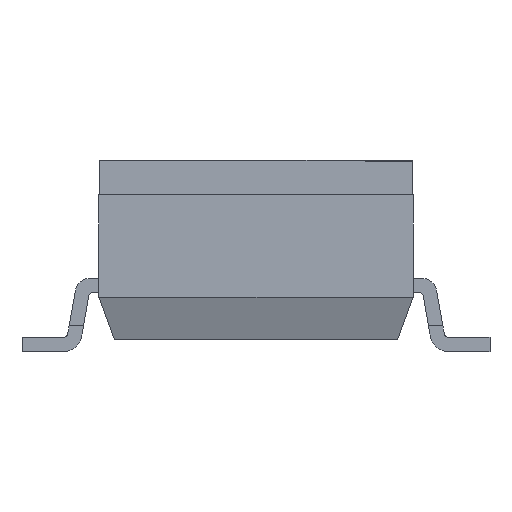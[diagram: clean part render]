
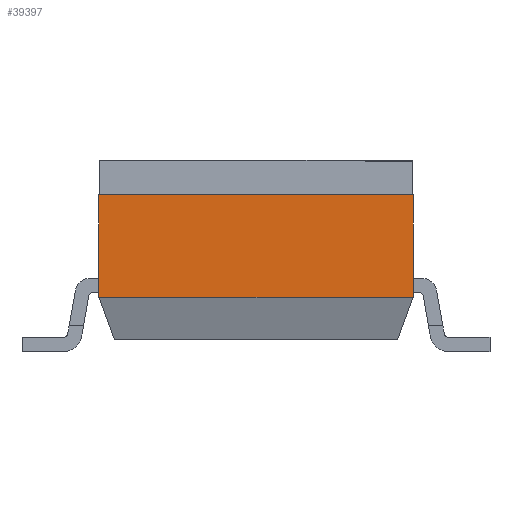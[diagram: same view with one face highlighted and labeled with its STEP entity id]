
A CAD part, front view. The second image highlights one B-rep face of the part: STEP entity #39397.
In plain terms, the highlighted planar face has unit normal (0, -1, 0).
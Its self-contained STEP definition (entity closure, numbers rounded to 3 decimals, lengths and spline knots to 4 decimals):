
#34438 = VERTEX_POINT('',#34439);
#34439 = CARTESIAN_POINT('',(3.325,-13.44,3.32));
#34445 = EDGE_CURVE('',#34438,#34446,#34448,.T.);
#34446 = VERTEX_POINT('',#34447);
#34447 = CARTESIAN_POINT('',(-3.325,-13.44,3.32));
#34448 = LINE('',#34449,#34450);
#34449 = CARTESIAN_POINT('',(2.65,-13.44,3.32));
#34450 = VECTOR('',#34451,1.);
#34451 = DIRECTION('',(-1.,0.,-0.));
#39014 = EDGE_CURVE('',#39015,#34438,#39017,.T.);
#39015 = VERTEX_POINT('',#39016);
#39016 = CARTESIAN_POINT('',(3.325,-13.44,1.15));
#39017 = LINE('',#39018,#39019);
#39018 = CARTESIAN_POINT('',(3.325,-13.44,3.32));
#39019 = VECTOR('',#39020,1.);
#39020 = DIRECTION('',(0.,0.,1.));
#39378 = VERTEX_POINT('',#39379);
#39379 = CARTESIAN_POINT('',(-3.325,-13.44,1.15));
#39385 = EDGE_CURVE('',#34446,#39378,#39386,.T.);
#39386 = LINE('',#39387,#39388);
#39387 = CARTESIAN_POINT('',(-3.325,-13.44,3.32));
#39388 = VECTOR('',#39389,1.);
#39389 = DIRECTION('',(0.,0.,-1.));
#39397 = ADVANCED_FACE('',(#39398),#39409,.T.);
#39398 = FACE_BOUND('',#39399,.T.);
#39399 = EDGE_LOOP('',(#39400,#39406,#39407,#39408));
#39400 = ORIENTED_EDGE('',*,*,#39401,.F.);
#39401 = EDGE_CURVE('',#39015,#39378,#39402,.T.);
#39402 = LINE('',#39403,#39404);
#39403 = CARTESIAN_POINT('',(3.325,-13.44,1.15));
#39404 = VECTOR('',#39405,1.);
#39405 = DIRECTION('',(-1.,0.,0.));
#39406 = ORIENTED_EDGE('',*,*,#39014,.T.);
#39407 = ORIENTED_EDGE('',*,*,#34445,.T.);
#39408 = ORIENTED_EDGE('',*,*,#39385,.T.);
#39409 = PLANE('',#39410);
#39410 = AXIS2_PLACEMENT_3D('',#39411,#39412,#39413);
#39411 = CARTESIAN_POINT('',(2.9974,-13.44,0.25));
#39412 = DIRECTION('',(0.,-1.,0.));
#39413 = DIRECTION('',(1.,0.,0.));
